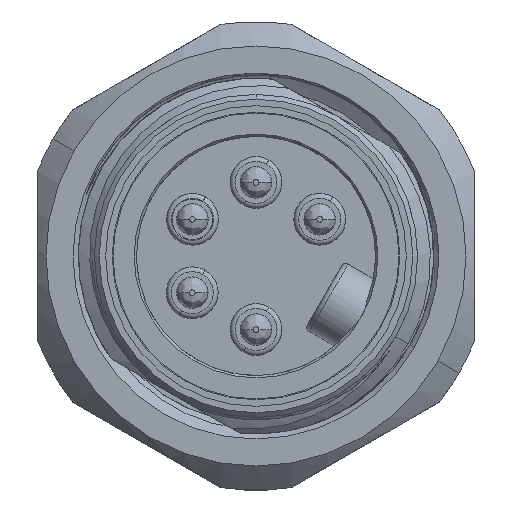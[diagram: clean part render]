
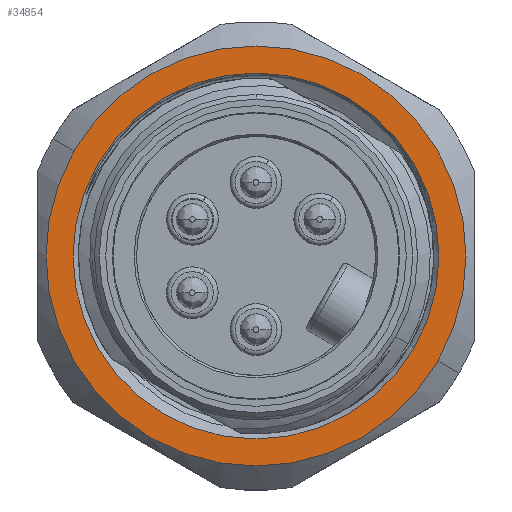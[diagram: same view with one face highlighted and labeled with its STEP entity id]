
A CAD part, left-side view. The second image highlights one B-rep face of the part: STEP entity #34854.
In plain terms, the highlighted planar face has unit normal (-1, 0, 0).
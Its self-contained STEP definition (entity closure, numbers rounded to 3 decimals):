
#33839=CARTESIAN_POINT('',(-13.5,0.,0.));
#33840=DIRECTION('',(-1.,0.,0.));
#33841=DIRECTION('',(0.,-0.866,-0.5));
#33842=AXIS2_PLACEMENT_3D('',#33839,#33840,#33841);
#33844=CARTESIAN_POINT('',(-13.5,0.,0.));
#33845=DIRECTION('',(-1.,0.,0.));
#33846=DIRECTION('',(0.,0.866,0.5));
#33847=AXIS2_PLACEMENT_3D('',#33844,#33845,#33846);
#33849=CARTESIAN_POINT('',(-13.5,0.,0.));
#33850=DIRECTION('',(1.,0.,0.));
#33851=DIRECTION('',(0.,0.866,0.5));
#33852=AXIS2_PLACEMENT_3D('',#33849,#33850,#33851);
#33854=CARTESIAN_POINT('',(-13.5,0.,0.));
#33855=DIRECTION('',(1.,0.,0.));
#33856=DIRECTION('',(0.,-0.866,-0.5));
#33857=AXIS2_PLACEMENT_3D('',#33854,#33855,#33856);
#34205=CARTESIAN_POINT('',(-13.5,-11.258,-6.5));
#34206=CARTESIAN_POINT('',(-13.5,11.258,6.5));
#34207=VERTEX_POINT('',#34205);
#34208=VERTEX_POINT('',#34206);
#34241=CARTESIAN_POINT('',(-13.5,9.808,5.663));
#34242=CARTESIAN_POINT('',(-13.5,-9.808,-5.663));
#34243=VERTEX_POINT('',#34241);
#34244=VERTEX_POINT('',#34242);
#34838=CARTESIAN_POINT('',(-13.5,0.,0.));
#34839=DIRECTION('',(1.,0.,0.));
#34840=DIRECTION('',(0.,0.866,0.5));
#34841=AXIS2_PLACEMENT_3D('',#34838,#34839,#34840);
#34842=PLANE('',#34841);
#34843=ORIENTED_EDGE('',*,*,#34816,.F.);
#34845=ORIENTED_EDGE('',*,*,#34844,.F.);
#34846=EDGE_LOOP('',(#34843,#34845));
#34847=FACE_OUTER_BOUND('',#34846,.F.);
#34849=ORIENTED_EDGE('',*,*,#34848,.F.);
#34851=ORIENTED_EDGE('',*,*,#34850,.F.);
#34852=EDGE_LOOP('',(#34849,#34851));
#34853=FACE_BOUND('',#34852,.F.);
#33843=CIRCLE('',#33842,13.);
#33848=CIRCLE('',#33847,13.);
#33853=CIRCLE('',#33852,11.325);
#33858=CIRCLE('',#33857,11.325);
#34816=EDGE_CURVE('',#34207,#34208,#33843,.T.);
#34844=EDGE_CURVE('',#34208,#34207,#33848,.T.);
#34848=EDGE_CURVE('',#34243,#34244,#33853,.T.);
#34850=EDGE_CURVE('',#34244,#34243,#33858,.T.);
#34854=ADVANCED_FACE('',(#34847,#34853),#34842,.F.);
